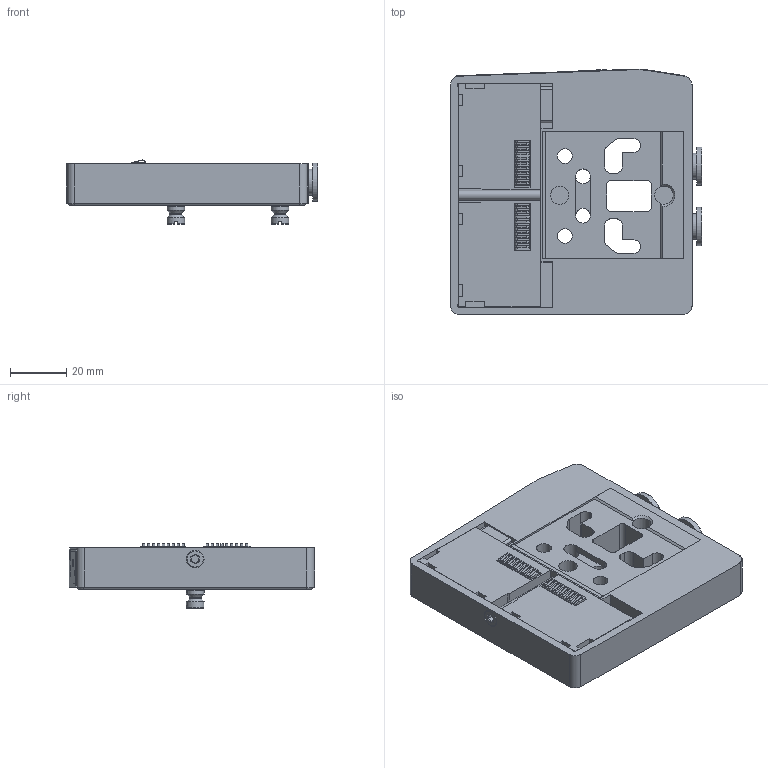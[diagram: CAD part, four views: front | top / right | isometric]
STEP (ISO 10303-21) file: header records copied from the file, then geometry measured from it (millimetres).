
FILE_DESCRIPTION (( 'STEP AP214' ), '1' );
FILE_NAME ('CMV-B3L-3A.STEP', '2014-12-09T18:48:35', ( '' ), ( '' ), 'SwSTEP 2.0', 'SolidWorks 2013', '' );
FILE_SCHEMA (( 'AUTOMOTIVE_DESIGN' ));
Length unit declared in the file: millimetre
Products named in the file (1): CMV-B3L-3A
Bounding box: 89.5 x 87.29 x 22.93 mm (x, y, z)
Volume: 95434.4 mm3; surface area: 47242.2 mm2
Topology: 78 solids, 78 shells, 1158 faces, 2871 edges, 1891 vertices
Faces by surface type: plane 875, cylinder 162, bspline 96, torus 14, cone 11
Full cylindrical faces by diameter (mm): 1.5 x4, 3.35 x4, 3.5 x1, 3.6 x1, 4 x2, 4.2 x2, 4.4 x2, 4.5 x1, 5.25 x8, 5.75 x2, 6.25 x7, 6.4 x1, 6.5 x2, 8 x2, 9.2 x2, 9.8 x2, 11.5 x4, 13.6 x2
Entity records: 42711 total; most frequent: CARTESIAN_POINT 9702, ORIENTED_EDGE 5560, DIRECTION 5061, EDGE_CURVE 2780, VECTOR 2221, LINE 2221, VERTEX_POINT 1869, AXIS2_PLACEMENT_3D 1420
